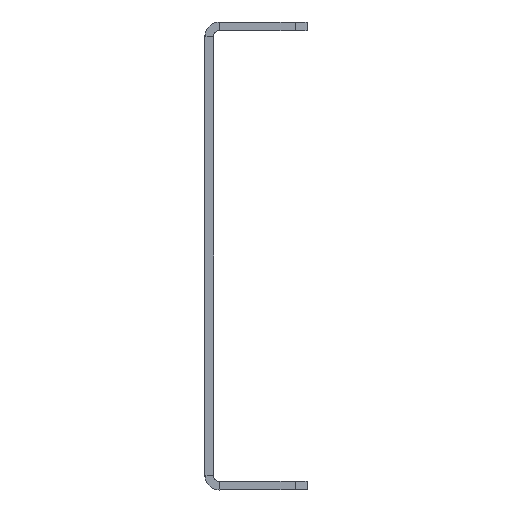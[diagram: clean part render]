
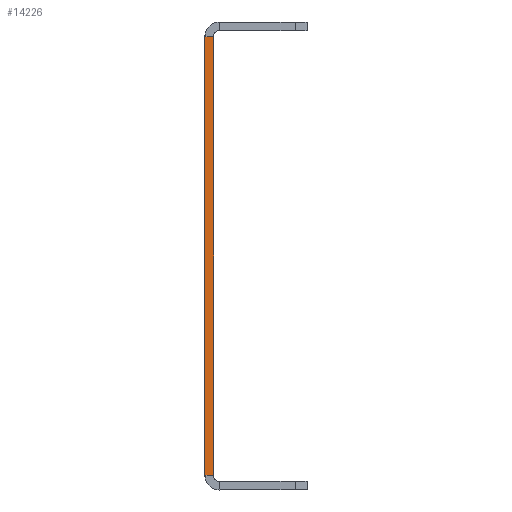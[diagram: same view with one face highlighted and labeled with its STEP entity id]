
A CAD part, left-side view. The second image highlights one B-rep face of the part: STEP entity #14226.
In plain terms, the highlighted planar face has unit normal (-1, 0, 0).
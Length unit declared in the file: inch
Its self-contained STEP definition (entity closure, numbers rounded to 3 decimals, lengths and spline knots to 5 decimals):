
#3199=FACE_OUTER_BOUND('',#3857,.T.);
#3857=EDGE_LOOP('',(#11912,#11913,#11914,#11915));
#4419=LINE('',#21710,#5531);
#4691=LINE('',#22717,#5803);
#4877=LINE('',#23471,#5989);
#4915=LINE('',#23554,#6027);
#5531=VECTOR('',#16787,2.344);
#5803=VECTOR('',#17587,2.344);
#5989=VECTOR('',#18135,0.046);
#6027=VECTOR('',#18213,0.046);
#8004=VERTEX_POINT('',#21707);
#8005=VERTEX_POINT('',#21709);
#8369=VERTEX_POINT('',#22559);
#8376=VERTEX_POINT('',#22716);
#9098=EDGE_CURVE('',#8004,#8005,#4419,.T.);
#9556=EDGE_CURVE('',#8376,#8369,#4691,.T.);
#9922=EDGE_CURVE('',#8369,#8005,#4877,.T.);
#9960=EDGE_CURVE('',#8376,#8004,#4915,.T.);
#11912=ORIENTED_EDGE('',*,*,#9922,.T.);
#11913=ORIENTED_EDGE('',*,*,#9098,.F.);
#11914=ORIENTED_EDGE('',*,*,#9960,.F.);
#11915=ORIENTED_EDGE('',*,*,#9556,.T.);
#13890=PLANE('',#15230);
#14226=ADVANCED_FACE('',(#3199),#13890,.F.);
#15230=AXIS2_PLACEMENT_3D('',#23553,#18211,#18212);
#16787=DIRECTION('',(0.,0.,1.));
#17587=DIRECTION('',(0.,0.,1.));
#18135=DIRECTION('',(0.,1.,0.));
#18211=DIRECTION('center_axis',(1.,0.,0.));
#18212=DIRECTION('ref_axis',(0.,0.,-1.));
#18213=DIRECTION('',(0.,1.,0.));
#21707=CARTESIAN_POINT('',(-1.04194,0.046,-0.53619));
#21709=CARTESIAN_POINT('',(-1.04194,0.046,1.80781));
#21710=CARTESIAN_POINT('',(-1.04194,0.046,-0.53619));
#22559=CARTESIAN_POINT('',(-1.04194,0.,1.80781));
#22716=CARTESIAN_POINT('',(-1.04194,0.,-0.53619));
#22717=CARTESIAN_POINT('',(-1.04194,0.,-0.53619));
#23471=CARTESIAN_POINT('',(-1.04194,0.,1.80781));
#23553=CARTESIAN_POINT('Origin',(-1.04194,0.046,-0.61419));
#23554=CARTESIAN_POINT('',(-1.04194,0.,-0.53619));
